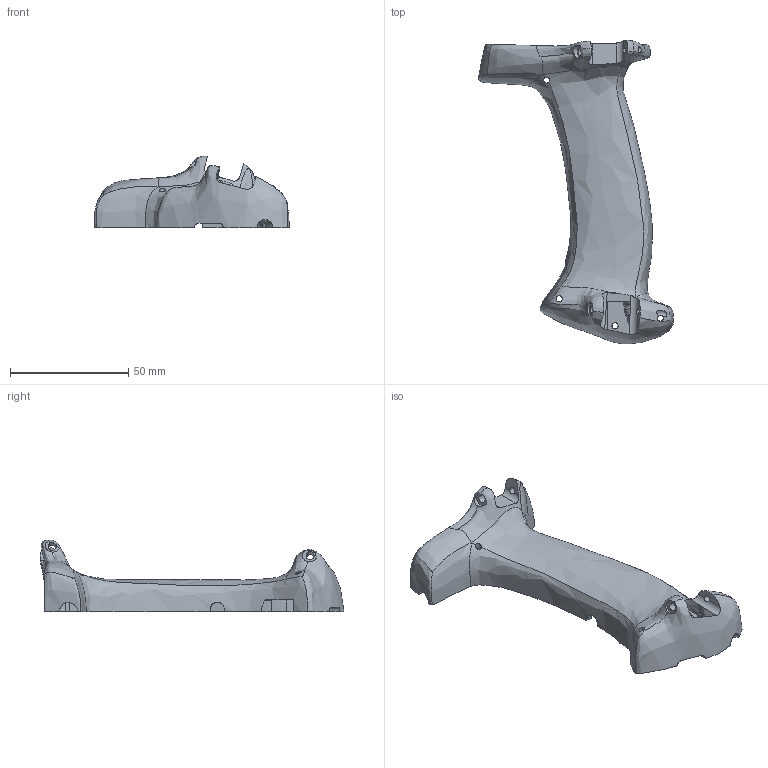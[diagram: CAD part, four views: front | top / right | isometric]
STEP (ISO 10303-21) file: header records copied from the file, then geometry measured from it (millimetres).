
FILE_DESCRIPTION(/* description */ (''),/* implementation_level */ '2;1');
FILE_NAME(/* name */ 'V1.1 LH left step.step',/* time_stamp */ '2022-07-01T22:32:39-04:00',/* author */ (''),/* organization */ (''),/* preprocessor_version */ 'ST-DEVELOPER v19',/* originating_system */ 'Autodesk Translation Framework v11.7.0.108',/* authorisation */ '');
FILE_SCHEMA (('AUTOMOTIVE_DESIGN { 1 0 10303 214 3 1 1 }'));
Length unit declared in the file: millimetre
Products named in the file (1): FusionComponent
Bounding box: 82.33 x 128.34 x 30.26 mm (x, y, z)
Volume: 40386.7 mm3; surface area: 18944.6 mm2
Topology: 1 solids, 1 shells, 129 faces, 398 edges, 263 vertices
Faces by surface type: plane 45, cylinder 40, bspline 29, torus 10, cone 5
Full cylindrical faces by diameter (mm): 2.5 x1, 2.6 x4, 2.8 x1, 3.4 x1
Entity records: 12360 total; most frequent: CARTESIAN_POINT 9143, ORIENTED_EDGE 796, DIRECTION 496, EDGE_CURVE 398, VERTEX_POINT 263, AXIS2_PLACEMENT_3D 185, B_SPLINE_CURVE_WITH_KNOTS 179, EDGE_LOOP 137
